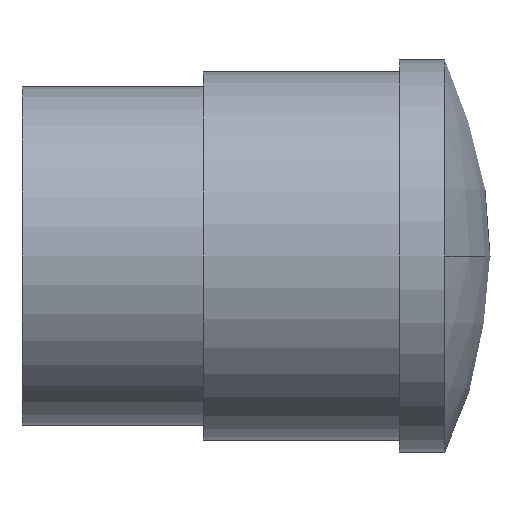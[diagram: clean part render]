
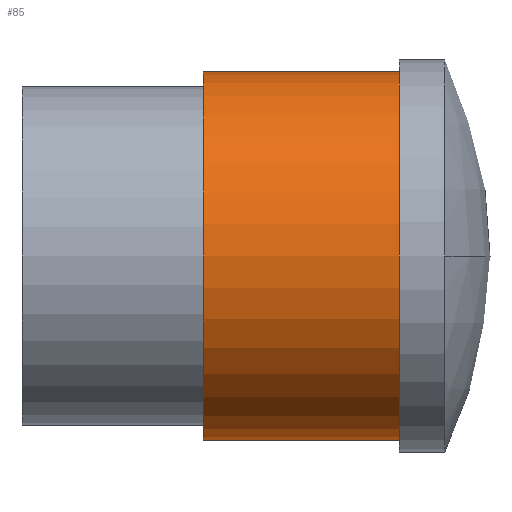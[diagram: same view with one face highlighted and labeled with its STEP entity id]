
A CAD part, front view. The second image highlights one B-rep face of the part: STEP entity #85.
In plain terms, the highlighted cylindrical face has radius 1.549 mm (diameter 3.099 mm), a partial arc.
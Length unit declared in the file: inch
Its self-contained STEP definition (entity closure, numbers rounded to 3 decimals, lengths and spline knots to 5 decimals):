
#34 = LINE ( 'NONE', #268, #286 ) ;
#37 = CARTESIAN_POINT ( 'NONE',  ( -0.065, 0., -0.061 ) ) ;
#42 = CARTESIAN_POINT ( 'NONE',  ( -0.065, 0., -0.061 ) ) ;
#45 = CIRCLE ( 'NONE', #393, 0.061 ) ;
#49 = AXIS2_PLACEMENT_3D ( 'NONE', #206, #401, #433 ) ;
#55 = DIRECTION ( 'NONE',  ( -1., 0., 0. ) ) ;
#85 = ADVANCED_FACE ( 'NONE', ( #384 ), #116, .T. ) ;
#94 = EDGE_LOOP ( 'NONE', ( #155, #257, #344, #281 ) ) ;
#99 = EDGE_CURVE ( 'NONE', #238, #379, #34, .T. ) ;
#115 = EDGE_CURVE ( 'NONE', #228, #124, #279, .T. ) ;
#116 = CYLINDRICAL_SURFACE ( 'NONE', #49, 0.061 ) ;
#124 = VERTEX_POINT ( 'NONE', #374 ) ;
#142 = CARTESIAN_POINT ( 'NONE',  ( -0.065, 0., 0. ) ) ;
#155 = ORIENTED_EDGE ( 'NONE', *, *, #99, .F. ) ;
#169 = CARTESIAN_POINT ( 'NONE',  ( 0., 0., 0.061 ) ) ;
#176 = EDGE_CURVE ( 'NONE', #124, #379, #45, .T. ) ;
#191 = EDGE_CURVE ( 'NONE', #228, #238, #381, .T. ) ;
#206 = CARTESIAN_POINT ( 'NONE',  ( -0.065, 0., 0. ) ) ;
#223 = CARTESIAN_POINT ( 'NONE',  ( 0., 0., 0. ) ) ;
#228 = VERTEX_POINT ( 'NONE', #42 ) ;
#234 = DIRECTION ( 'NONE',  ( 1., 0., 0. ) ) ;
#238 = VERTEX_POINT ( 'NONE', #327 ) ;
#257 = ORIENTED_EDGE ( 'NONE', *, *, #191, .F. ) ;
#259 = DIRECTION ( 'NONE',  ( -1., 0., 0. ) ) ;
#267 = AXIS2_PLACEMENT_3D ( 'NONE', #142, #259, #416 ) ;
#268 = CARTESIAN_POINT ( 'NONE',  ( -0.065, 0., 0.061 ) ) ;
#276 = DIRECTION ( 'NONE',  ( 0., 0., 1. ) ) ;
#279 = LINE ( 'NONE', #37, #421 ) ;
#281 = ORIENTED_EDGE ( 'NONE', *, *, #176, .T. ) ;
#286 = VECTOR ( 'NONE', #234, 39.37008 ) ;
#327 = CARTESIAN_POINT ( 'NONE',  ( -0.065, 0., 0.061 ) ) ;
#344 = ORIENTED_EDGE ( 'NONE', *, *, #115, .T. ) ;
#374 = CARTESIAN_POINT ( 'NONE',  ( 0., 0., -0.061 ) ) ;
#379 = VERTEX_POINT ( 'NONE', #169 ) ;
#381 = CIRCLE ( 'NONE', #267, 0.061 ) ;
#384 = FACE_OUTER_BOUND ( 'NONE', #94, .T. ) ;
#385 = DIRECTION ( 'NONE',  ( 1., 0., 0. ) ) ;
#393 = AXIS2_PLACEMENT_3D ( 'NONE', #223, #55, #276 ) ;
#401 = DIRECTION ( 'NONE',  ( 1., 0., 0. ) ) ;
#416 = DIRECTION ( 'NONE',  ( 0., 0., 1. ) ) ;
#421 = VECTOR ( 'NONE', #385, 39.37008 ) ;
#433 = DIRECTION ( 'NONE',  ( 0., 0., -1. ) ) ;
